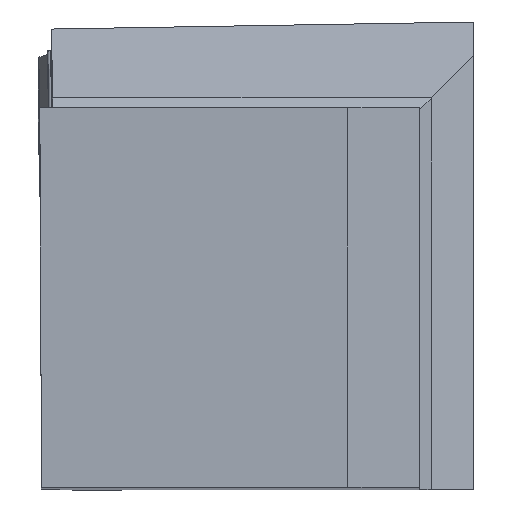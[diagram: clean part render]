
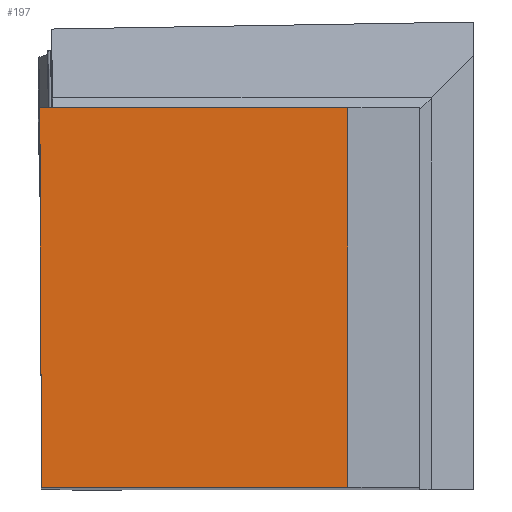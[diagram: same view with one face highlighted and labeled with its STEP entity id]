
A CAD part, top view. The second image highlights one B-rep face of the part: STEP entity #197.
In plain terms, the highlighted planar face has unit normal (0, 0, 1).
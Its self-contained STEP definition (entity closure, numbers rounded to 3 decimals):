
#197=ADVANCED_FACE('BLANK_BOXF006',(#311),#246,.F.);
#246=PLANE('',#1586);
#311=FACE_OUTER_BOUND('',#386,.T.);
#386=EDGE_LOOP('',(#730,#731,#732,#733));
#730=ORIENTED_EDGE('',*,*,#1081,.F.);
#731=ORIENTED_EDGE('',*,*,#1099,.T.);
#732=ORIENTED_EDGE('',*,*,#1100,.F.);
#733=ORIENTED_EDGE('',*,*,#1101,.F.);
#908=VERTEX_POINT('',#2486);
#909=VERTEX_POINT('',#2488);
#924=VERTEX_POINT('',#2524);
#925=VERTEX_POINT('',#2526);
#1081=EDGE_CURVE('',#908,#909,#1232,.T.);
#1099=EDGE_CURVE('',#908,#924,#1250,.T.);
#1100=EDGE_CURVE('',#925,#924,#1251,.T.);
#1101=EDGE_CURVE('',#909,#925,#1252,.T.);
#1232=LINE('',#2487,#1383);
#1250=LINE('',#2523,#1401);
#1251=LINE('',#2525,#1402);
#1252=LINE('',#2527,#1403);
#1383=VECTOR('',#1905,1.);
#1401=VECTOR('',#1929,1.);
#1402=VECTOR('',#1930,1.);
#1403=VECTOR('',#1931,1.);
#1586=AXIS2_PLACEMENT_3D('',#2528,#1932,#1933);
#1905=DIRECTION('',(-1.,0.,0.));
#1929=DIRECTION('',(0.,1.,0.));
#1930=DIRECTION('',(1.,0.,0.));
#1931=DIRECTION('',(-0.004,1.,0.));
#1932=DIRECTION('',(0.,0.,-1.));
#1933=DIRECTION('',(0.,-1.,0.));
#2486=CARTESIAN_POINT('',(-3.,0.,0.));
#2487=CARTESIAN_POINT('',(70.,0.,0.));
#2488=CARTESIAN_POINT('',(-15.856,0.,0.));
#2523=CARTESIAN_POINT('',(-3.,-5.,0.));
#2524=CARTESIAN_POINT('',(-3.,15.925,0.));
#2525=CARTESIAN_POINT('',(-70.,15.925,0.));
#2526=CARTESIAN_POINT('',(-15.925,15.925,0.));
#2527=CARTESIAN_POINT('',(-15.55,-70.069,0.));
#2528=CARTESIAN_POINT('',(-31.925,-5.,0.));
